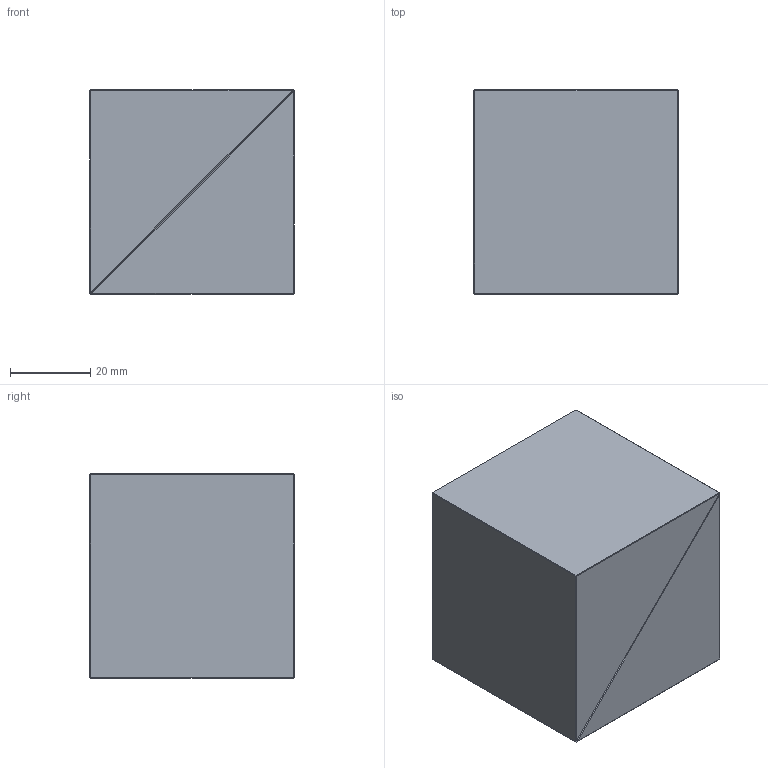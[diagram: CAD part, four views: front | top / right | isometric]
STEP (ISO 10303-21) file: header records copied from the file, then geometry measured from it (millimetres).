
FILE_DESCRIPTION (( 'STEP AP203' ), '1' );
FILE_NAME ('50.8 mm.STEP', '2022-12-15T06:59:59', ( '' ), ( '' ), 'SwSTEP 2.0', 'SolidWorks 2021', '' );
FILE_SCHEMA (( 'CONFIG_CONTROL_DESIGN' ));
Length unit declared in the file: millimetre
Products named in the file (3): 50.8 mm; 2; 1
Assembly tree (2 placements, depth 2):
  50.8 mm
    1
    2
Bounding box: 50.8 x 50.8 x 50.8 mm (x, y, z)
Volume: 131073 mm3; surface area: 22667.8 mm2
Topology: 2 solids, 2 shells, 43 faces, 78 edges, 40 vertices
Faces by surface type: plane 41, cylinder 2
Entity records: 1293 total; most frequent: DIRECTION 178, CARTESIAN_POINT 166, ORIENTED_EDGE 156, EDGE_CURVE 78, VECTOR 74, LINE 74, AXIS2_PLACEMENT_3D 52, EDGE_LOOP 44
